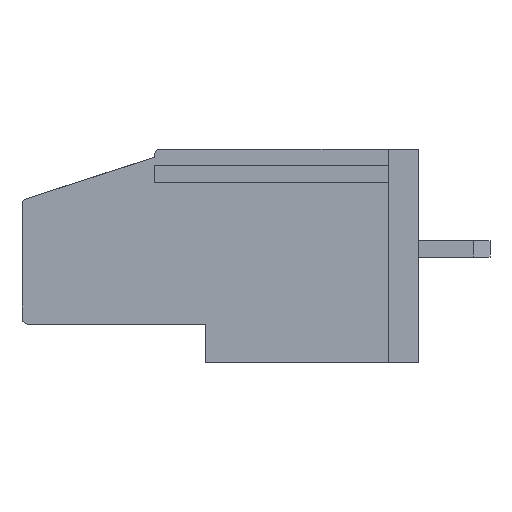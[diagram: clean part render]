
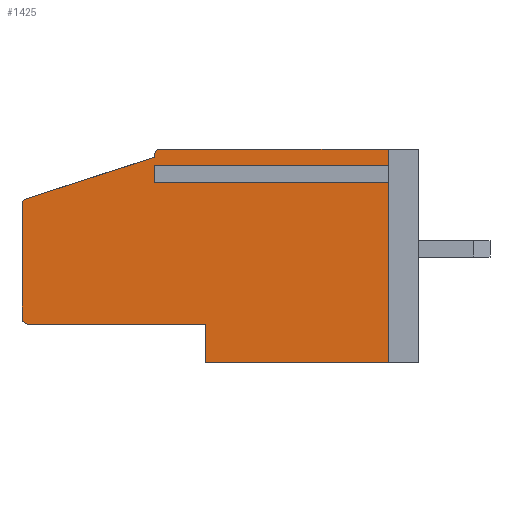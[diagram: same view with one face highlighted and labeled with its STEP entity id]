
A CAD part, left-side view. The second image highlights one B-rep face of the part: STEP entity #1425.
In plain terms, the highlighted planar face has unit normal (-1, 0, 0).
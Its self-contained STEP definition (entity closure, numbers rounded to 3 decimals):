
#245 = CARTESIAN_POINT ( 'NONE',  ( 0., 19.5, 1.9 ) ) ;
#541 = DIRECTION ( 'NONE',  ( 1., 0., 0. ) ) ;
#568 = LINE ( 'NONE', #24987, #9874 ) ;
#906 = CARTESIAN_POINT ( 'NONE',  ( 0., 12.7, 10.2 ) ) ;
#1101 = VECTOR ( 'NONE', #12006, 1000. ) ;
#1263 = VERTEX_POINT ( 'NONE', #16908 ) ;
#1337 = LINE ( 'NONE', #10244, #28509 ) ;
#1422 = CIRCLE ( 'NONE', #19993, 0.3 ) ;
#1425 = ADVANCED_FACE ( 'NONE', ( #22031 ), #11631, .F. ) ;
#1470 = EDGE_CURVE ( 'NONE', #4174, #4495, #4668, .T. ) ;
#1479 = EDGE_CURVE ( 'NONE', #1263, #6657, #13638, .T. ) ;
#1530 = VERTEX_POINT ( 'NONE', #25097 ) ;
#1773 = ORIENTED_EDGE ( 'NONE', *, *, #20057, .F. ) ;
#1904 = CARTESIAN_POINT ( 'NONE',  ( 0., 1.5, 10.5 ) ) ;
#2315 = CIRCLE ( 'NONE', #6034, 0.3 ) ;
#2962 = DIRECTION ( 'NONE',  ( 0., -1., 0. ) ) ;
#3168 = CARTESIAN_POINT ( 'NONE',  ( 0., 13., 10.1 ) ) ;
#3327 = DIRECTION ( 'NONE',  ( 0., 0., -1. ) ) ;
#3418 = LINE ( 'NONE', #5594, #16785 ) ;
#3573 = DIRECTION ( 'NONE',  ( 0., -0.952, 0.307 ) ) ;
#3785 = CARTESIAN_POINT ( 'NONE',  ( 0., 10.5, 1.9 ) ) ;
#4174 = VERTEX_POINT ( 'NONE', #3785 ) ;
#4186 = EDGE_CURVE ( 'NONE', #28076, #4495, #2315, .T. ) ;
#4223 = DIRECTION ( 'NONE',  ( 0., 0., 1. ) ) ;
#4264 = AXIS2_PLACEMENT_3D ( 'NONE', #14290, #19081, #8060 ) ;
#4495 = VERTEX_POINT ( 'NONE', #22491 ) ;
#4598 = DIRECTION ( 'NONE',  ( 0., -1., 0. ) ) ;
#4668 = LINE ( 'NONE', #245, #19274 ) ;
#5114 = DIRECTION ( 'NONE',  ( 0., -1., 0. ) ) ;
#5183 = CIRCLE ( 'NONE', #4264, 0.3 ) ;
#5594 = CARTESIAN_POINT ( 'NONE',  ( 0., 19.5, 8. ) ) ;
#5627 = ORIENTED_EDGE ( 'NONE', *, *, #21694, .F. ) ;
#6034 = AXIS2_PLACEMENT_3D ( 'NONE', #21431, #16570, #25412 ) ;
#6425 = DIRECTION ( 'NONE',  ( 0., -1., 0. ) ) ;
#6657 = VERTEX_POINT ( 'NONE', #24645 ) ;
#7600 = CARTESIAN_POINT ( 'NONE',  ( 0., 1.5, 9.502 ) ) ;
#7741 = VERTEX_POINT ( 'NONE', #22394 ) ;
#7841 = CARTESIAN_POINT ( 'NONE',  ( 0., 1.5, 0. ) ) ;
#8060 = DIRECTION ( 'NONE',  ( 0., 0., -1. ) ) ;
#8081 = DIRECTION ( 'NONE',  ( 0., 0., -1. ) ) ;
#8618 = VECTOR ( 'NONE', #3327, 1000. ) ;
#9115 = VERTEX_POINT ( 'NONE', #7841 ) ;
#9517 = CARTESIAN_POINT ( 'NONE',  ( 0., 19.5, 7.782 ) ) ;
#9874 = VECTOR ( 'NONE', #5114, 1000. ) ;
#10118 = DIRECTION ( 'NONE',  ( 0., 0., -1. ) ) ;
#10244 = CARTESIAN_POINT ( 'NONE',  ( 0., 19.5, 0. ) ) ;
#10470 = LINE ( 'NONE', #12374, #19652 ) ;
#10636 = VECTOR ( 'NONE', #4598, 1000. ) ;
#10655 = ORIENTED_EDGE ( 'NONE', *, *, #26530, .T. ) ;
#10664 = EDGE_LOOP ( 'NONE', ( #1773, #28183, #23787, #26749, #13411, #25840, #13693, #26908, #28655, #5627, #28455, #20992, #11225, #25963, #10655 ) ) ;
#10746 = CARTESIAN_POINT ( 'NONE',  ( 0., 19.5, 10.5 ) ) ;
#10933 = AXIS2_PLACEMENT_3D ( 'NONE', #11061, #541, #19889 ) ;
#11061 = CARTESIAN_POINT ( 'NONE',  ( 0., 19.5, 10.5 ) ) ;
#11225 = ORIENTED_EDGE ( 'NONE', *, *, #13629, .F. ) ;
#11631 = PLANE ( 'NONE',  #10933 ) ;
#12006 = DIRECTION ( 'NONE',  ( 0., 0., -1. ) ) ;
#12374 = CARTESIAN_POINT ( 'NONE',  ( 0., 10.5, 1.9 ) ) ;
#12519 = CARTESIAN_POINT ( 'NONE',  ( 0., 19.5, 10.5 ) ) ;
#13411 = ORIENTED_EDGE ( 'NONE', *, *, #15508, .T. ) ;
#13629 = EDGE_CURVE ( 'NONE', #21847, #7741, #23017, .T. ) ;
#13638 = LINE ( 'NONE', #14360, #8618 ) ;
#13693 = ORIENTED_EDGE ( 'NONE', *, *, #25375, .F. ) ;
#14041 = LINE ( 'NONE', #22855, #1101 ) ;
#14202 = VECTOR ( 'NONE', #6425, 1000. ) ;
#14290 = CARTESIAN_POINT ( 'NONE',  ( 0., 19.2, 7.782 ) ) ;
#14360 = CARTESIAN_POINT ( 'NONE',  ( 0., 13., 9.502 ) ) ;
#14624 = EDGE_CURVE ( 'NONE', #20287, #4174, #10470, .T. ) ;
#14900 = CARTESIAN_POINT ( 'NONE',  ( 0., 1.5, 10.5 ) ) ;
#15098 = EDGE_CURVE ( 'NONE', #21691, #9115, #14041, .T. ) ;
#15269 = LINE ( 'NONE', #10746, #17032 ) ;
#15466 = VERTEX_POINT ( 'NONE', #9517 ) ;
#15489 = VERTEX_POINT ( 'NONE', #7600 ) ;
#15508 = EDGE_CURVE ( 'NONE', #20287, #9115, #1337, .T. ) ;
#15584 = VECTOR ( 'NONE', #16542, 1000. ) ;
#15640 = CARTESIAN_POINT ( 'NONE',  ( 0., 13., 9.098 ) ) ;
#16542 = DIRECTION ( 'NONE',  ( 0., 0., 1. ) ) ;
#16570 = DIRECTION ( 'NONE',  ( -1., 0., 0. ) ) ;
#16785 = VECTOR ( 'NONE', #3573, 1000. ) ;
#16908 = CARTESIAN_POINT ( 'NONE',  ( 0., 13., 9.502 ) ) ;
#17017 = LINE ( 'NONE', #12519, #14202 ) ;
#17032 = VECTOR ( 'NONE', #4223, 1000. ) ;
#18466 = EDGE_CURVE ( 'NONE', #1530, #7741, #1422, .T. ) ;
#18468 = EDGE_CURVE ( 'NONE', #21437, #21847, #3418, .T. ) ;
#19081 = DIRECTION ( 'NONE',  ( -1., 0., 0. ) ) ;
#19274 = VECTOR ( 'NONE', #24654, 1000. ) ;
#19652 = VECTOR ( 'NONE', #26012, 1000. ) ;
#19873 = VERTEX_POINT ( 'NONE', #1904 ) ;
#19889 = DIRECTION ( 'NONE',  ( 0., 0., -1. ) ) ;
#19993 = AXIS2_PLACEMENT_3D ( 'NONE', #906, #23550, #10118 ) ;
#20057 = EDGE_CURVE ( 'NONE', #28076, #15466, #15269, .T. ) ;
#20287 = VERTEX_POINT ( 'NONE', #24946 ) ;
#20992 = ORIENTED_EDGE ( 'NONE', *, *, #18466, .T. ) ;
#21431 = CARTESIAN_POINT ( 'NONE',  ( 0., 19.2, 2.2 ) ) ;
#21437 = VERTEX_POINT ( 'NONE', #21703 ) ;
#21691 = VERTEX_POINT ( 'NONE', #28380 ) ;
#21694 = EDGE_CURVE ( 'NONE', #19873, #15489, #28101, .T. ) ;
#21703 = CARTESIAN_POINT ( 'NONE',  ( 0., 19.292, 8.067 ) ) ;
#21847 = VERTEX_POINT ( 'NONE', #22560 ) ;
#22031 = FACE_OUTER_BOUND ( 'NONE', #10664, .T. ) ;
#22394 = CARTESIAN_POINT ( 'NONE',  ( 0., 13., 10.2 ) ) ;
#22491 = CARTESIAN_POINT ( 'NONE',  ( 0., 19.2, 1.9 ) ) ;
#22560 = CARTESIAN_POINT ( 'NONE',  ( 0., 13., 10.1 ) ) ;
#22855 = CARTESIAN_POINT ( 'NONE',  ( 0., 1.5, 10.5 ) ) ;
#23017 = LINE ( 'NONE', #3168, #15584 ) ;
#23409 = CARTESIAN_POINT ( 'NONE',  ( 0., 19.5, 2.2 ) ) ;
#23550 = DIRECTION ( 'NONE',  ( -1., 0., 0. ) ) ;
#23787 = ORIENTED_EDGE ( 'NONE', *, *, #1470, .F. ) ;
#24036 = EDGE_CURVE ( 'NONE', #1530, #19873, #17017, .T. ) ;
#24440 = LINE ( 'NONE', #15640, #10636 ) ;
#24645 = CARTESIAN_POINT ( 'NONE',  ( 0., 13., 9.098 ) ) ;
#24654 = DIRECTION ( 'NONE',  ( 0., 1., 0. ) ) ;
#24946 = CARTESIAN_POINT ( 'NONE',  ( 0., 10.5, 0. ) ) ;
#24987 = CARTESIAN_POINT ( 'NONE',  ( 0., 13., 9.502 ) ) ;
#25097 = CARTESIAN_POINT ( 'NONE',  ( 0., 12.7, 10.5 ) ) ;
#25375 = EDGE_CURVE ( 'NONE', #6657, #21691, #24440, .T. ) ;
#25412 = DIRECTION ( 'NONE',  ( 0., 0., -1. ) ) ;
#25840 = ORIENTED_EDGE ( 'NONE', *, *, #15098, .F. ) ;
#25912 = VECTOR ( 'NONE', #8081, 1000. ) ;
#25963 = ORIENTED_EDGE ( 'NONE', *, *, #18468, .F. ) ;
#26012 = DIRECTION ( 'NONE',  ( 0., 0., 1. ) ) ;
#26530 = EDGE_CURVE ( 'NONE', #21437, #15466, #5183, .T. ) ;
#26749 = ORIENTED_EDGE ( 'NONE', *, *, #14624, .F. ) ;
#26908 = ORIENTED_EDGE ( 'NONE', *, *, #1479, .F. ) ;
#27491 = EDGE_CURVE ( 'NONE', #1263, #15489, #568, .T. ) ;
#28076 = VERTEX_POINT ( 'NONE', #23409 ) ;
#28101 = LINE ( 'NONE', #14900, #25912 ) ;
#28183 = ORIENTED_EDGE ( 'NONE', *, *, #4186, .T. ) ;
#28380 = CARTESIAN_POINT ( 'NONE',  ( 0., 1.5, 9.098 ) ) ;
#28455 = ORIENTED_EDGE ( 'NONE', *, *, #24036, .F. ) ;
#28509 = VECTOR ( 'NONE', #2962, 1000. ) ;
#28655 = ORIENTED_EDGE ( 'NONE', *, *, #27491, .T. ) ;
